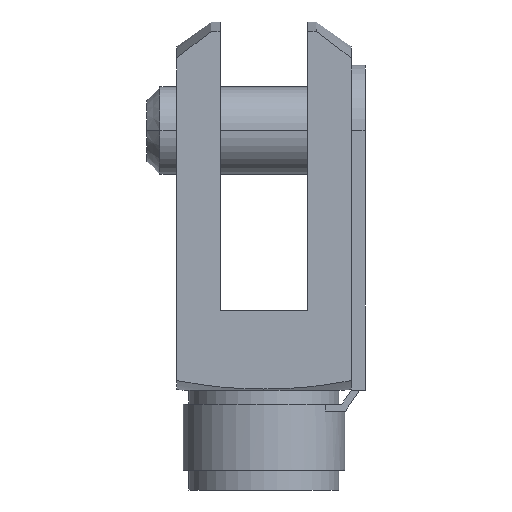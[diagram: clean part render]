
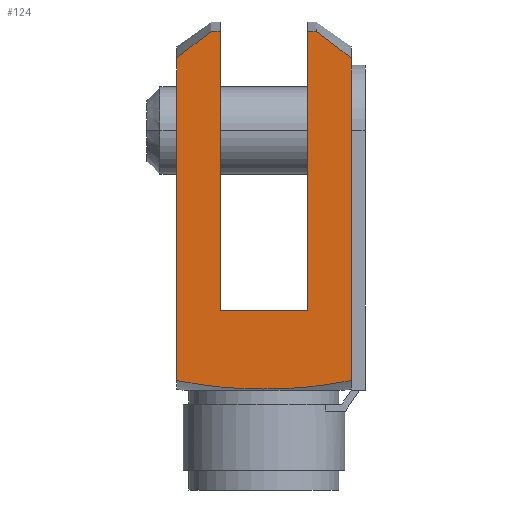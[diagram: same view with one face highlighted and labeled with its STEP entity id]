
A CAD part, left-side view. The second image highlights one B-rep face of the part: STEP entity #124.
In plain terms, the highlighted planar face has unit normal (-1, 0, 0).
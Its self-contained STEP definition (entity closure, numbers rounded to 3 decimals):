
#124=ADVANCED_FACE('',(#237),#238,.T.);
#237=FACE_OUTER_BOUND('',#362,.T.);
#238=PLANE('',#363);
#362=EDGE_LOOP('',(#793,#794,#795,#796,#797,#798,#799,#800,#801,#802));
#363=AXIS2_PLACEMENT_3D('',#803,#804,#805);
#793=ORIENTED_EDGE('',*,*,#1021,.F.);
#794=ORIENTED_EDGE('',*,*,#1026,.F.);
#795=ORIENTED_EDGE('',*,*,#1027,.F.);
#796=ORIENTED_EDGE('',*,*,#1028,.F.);
#797=ORIENTED_EDGE('',*,*,#1029,.F.);
#798=ORIENTED_EDGE('',*,*,#1016,.F.);
#799=ORIENTED_EDGE('',*,*,#1030,.F.);
#800=ORIENTED_EDGE('',*,*,#1031,.F.);
#801=ORIENTED_EDGE('',*,*,#1032,.F.);
#802=ORIENTED_EDGE('',*,*,#1023,.F.);
#803=CARTESIAN_POINT('',(-35.0,0.,133.0));
#804=DIRECTION('',(-1.0,0.,0.0));
#805=DIRECTION('',(0.0,0.0,1.0));
#1016=EDGE_CURVE('',#1263,#1266,#1267,.T.);
#1021=EDGE_CURVE('',#1272,#1274,#1275,.T.);
#1023=EDGE_CURVE('',#1274,#1277,#1278,.T.);
#1026=EDGE_CURVE('',#1282,#1272,#1283,.T.);
#1027=EDGE_CURVE('',#1284,#1282,#1285,.T.);
#1028=EDGE_CURVE('',#1286,#1284,#1287,.T.);
#1029=EDGE_CURVE('',#1266,#1286,#1288,.T.);
#1030=EDGE_CURVE('',#1289,#1263,#1290,.T.);
#1031=EDGE_CURVE('',#1291,#1289,#1292,.T.);
#1032=EDGE_CURVE('',#1277,#1291,#1293,.T.);
#1263=VERTEX_POINT('',#1609);
#1266=VERTEX_POINT('',#1613);
#1267=LINE('',#1614,#1615);
#1272=VERTEX_POINT('',#1622);
#1274=VERTEX_POINT('',#1624);
#1275=CIRCLE('',#1625,184.713);
#1277=VERTEX_POINT('',#1627);
#1278=LINE('',#1628,#1629);
#1282=VERTEX_POINT('',#1634);
#1283=LINE('',#1635,#1636);
#1284=VERTEX_POINT('',#1637);
#1285=(B_SPLINE_CURVE(2,(#1639,#1640,#1641),.UNSPECIFIED.,.F.,.F.)B_SPLINE_CURVE_WITH_KNOTS((3,3),(0.0,17.612),.UNSPECIFIED.)RATIONAL_B_SPLINE_CURVE((1.0,1.001,1.0))BOUNDED_CURVE()REPRESENTATION_ITEM('')GEOMETRIC_REPRESENTATION_ITEM()CURVE());
#1286=VERTEX_POINT('',#1648);
#1287=LINE('',#1649,#1650);
#1288=LINE('',#1651,#1652);
#1289=VERTEX_POINT('',#1653);
#1290=LINE('',#1654,#1655);
#1291=VERTEX_POINT('',#1656);
#1292=LINE('',#1657,#1658);
#1293=(B_SPLINE_CURVE(2,(#1660,#1661,#1662),.UNSPECIFIED.,.F.,.F.)B_SPLINE_CURVE_WITH_KNOTS((3,3),(0.0,17.612),.UNSPECIFIED.)RATIONAL_B_SPLINE_CURVE((1.0,1.001,1.0))BOUNDED_CURVE()REPRESENTATION_ITEM('')GEOMETRIC_REPRESENTATION_ITEM()CURVE());
#1609=CARTESIAN_POINT('',(-35.0,17.5,72.0));
#1613=CARTESIAN_POINT('',(-35.0,-17.5,72.0));
#1614=CARTESIAN_POINT('',(-35.0,0.,72.0));
#1615=VECTOR('',#1943,1.0);
#1622=CARTESIAN_POINT('',(-35.0,-35.0,43.813));
#1624=CARTESIAN_POINT('',(-35.0,35.0,43.813));
#1625=AXIS2_PLACEMENT_3D('',#1952,#1953,#1954);
#1627=CARTESIAN_POINT('',(-35.0,35.0,173.116));
#1628=CARTESIAN_POINT('',(-35.0,35.0,86.5));
#1629=VECTOR('',#1958,1.0);
#1634=CARTESIAN_POINT('',(-35.0,-35.0,173.116));
#1635=CARTESIAN_POINT('',(-35.0,-35.0,86.5));
#1636=VECTOR('',#1963,1.0);
#1637=CARTESIAN_POINT('',(-35.0,-21.0,183.802));
#1639=CARTESIAN_POINT('',(-35.0,-21.0,183.802));
#1640=CARTESIAN_POINT('',(-35.0,-28.27,178.265));
#1641=CARTESIAN_POINT('',(-35.0,-35.0,173.116));
#1648=CARTESIAN_POINT('',(-35.0,-17.5,183.802));
#1649=CARTESIAN_POINT('',(-35.0,-19.25,183.802));
#1650=VECTOR('',#1964,1.0);
#1651=CARTESIAN_POINT('',(-35.0,-17.5,86.5));
#1652=VECTOR('',#1965,1.0);
#1653=CARTESIAN_POINT('',(-35.0,17.5,183.802));
#1654=CARTESIAN_POINT('',(-35.0,17.5,86.5));
#1655=VECTOR('',#1966,1.0);
#1656=CARTESIAN_POINT('',(-35.0,21.0,183.802));
#1657=CARTESIAN_POINT('',(-35.0,19.25,183.802));
#1658=VECTOR('',#1967,1.0);
#1660=CARTESIAN_POINT('',(-35.0,35.0,173.116));
#1661=CARTESIAN_POINT('',(-35.0,28.27,178.265));
#1662=CARTESIAN_POINT('',(-35.0,21.0,183.802));
#1943=DIRECTION('',(0.,-1.0,0.0));
#1952=CARTESIAN_POINT('',(-35.0,0.,225.18));
#1953=DIRECTION('',(1.0,0.,0.0));
#1954=DIRECTION('',(0.0,0.0,1.0));
#1958=DIRECTION('',(0.0,0.0,1.0));
#1963=DIRECTION('',(0.0,0.0,-1.0));
#1964=DIRECTION('',(0.,-1.0,0.0));
#1965=DIRECTION('',(0.0,0.0,1.0));
#1966=DIRECTION('',(0.0,0.0,-1.0));
#1967=DIRECTION('',(0.,-1.0,0.0));
